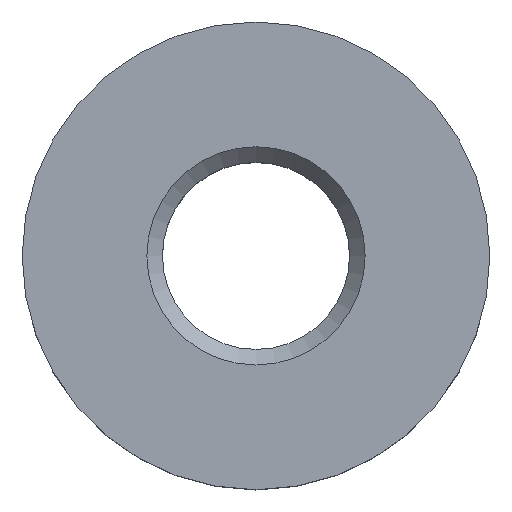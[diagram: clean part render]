
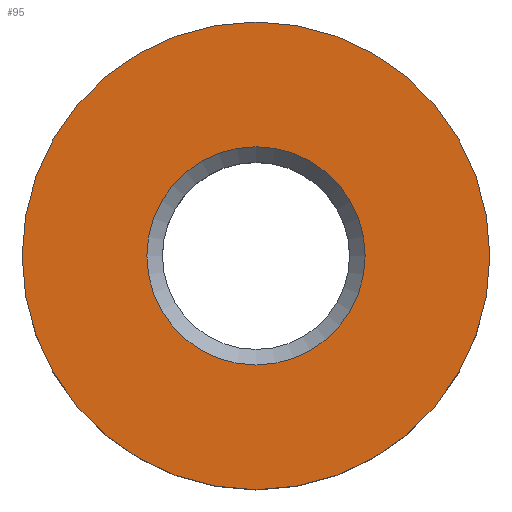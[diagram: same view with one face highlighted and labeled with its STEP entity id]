
A CAD part, top view. The second image highlights one B-rep face of the part: STEP entity #95.
In plain terms, the highlighted planar face has unit normal (0, 0, 1).
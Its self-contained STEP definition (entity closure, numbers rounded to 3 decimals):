
#17=FACE_BOUND('',#28,.T.);
#19=PLANE('',#115);
#22=FACE_OUTER_BOUND('',#27,.T.);
#27=EDGE_LOOP('',(#74,#75));
#28=EDGE_LOOP('',(#76));
#39=CIRCLE('',#112,7.);
#42=CIRCLE('',#116,15.);
#43=CIRCLE('',#117,15.);
#48=VERTEX_POINT('',#160);
#51=VERTEX_POINT('',#168);
#52=VERTEX_POINT('',#169);
#57=EDGE_CURVE('',#48,#48,#39,.T.);
#61=EDGE_CURVE('',#51,#52,#42,.T.);
#62=EDGE_CURVE('',#52,#51,#43,.T.);
#74=ORIENTED_EDGE('',*,*,#61,.F.);
#75=ORIENTED_EDGE('',*,*,#62,.F.);
#76=ORIENTED_EDGE('',*,*,#57,.F.);
#95=ADVANCED_FACE('',(#22,#17),#19,.T.);
#112=AXIS2_PLACEMENT_3D('',#161,#129,#130);
#115=AXIS2_PLACEMENT_3D('',#167,#136,#137);
#116=AXIS2_PLACEMENT_3D('',#170,#138,#139);
#117=AXIS2_PLACEMENT_3D('',#171,#140,#141);
#129=DIRECTION('center_axis',(0.,0.,1.));
#130=DIRECTION('ref_axis',(0.,-1.,0.));
#136=DIRECTION('center_axis',(0.,0.,1.));
#137=DIRECTION('ref_axis',(1.,0.,0.));
#138=DIRECTION('center_axis',(0.,0.,-1.));
#139=DIRECTION('ref_axis',(1.,0.,0.));
#140=DIRECTION('center_axis',(0.,0.,-1.));
#141=DIRECTION('ref_axis',(1.,0.,0.));
#160=CARTESIAN_POINT('',(0.,7.,10.));
#161=CARTESIAN_POINT('Origin',(0.,0.,10.));
#167=CARTESIAN_POINT('Origin',(0.,15.,10.));
#168=CARTESIAN_POINT('',(0.,15.,10.));
#169=CARTESIAN_POINT('',(0.,-15.,10.));
#170=CARTESIAN_POINT('Origin',(0.,0.,10.));
#171=CARTESIAN_POINT('Origin',(0.,0.,10.));
